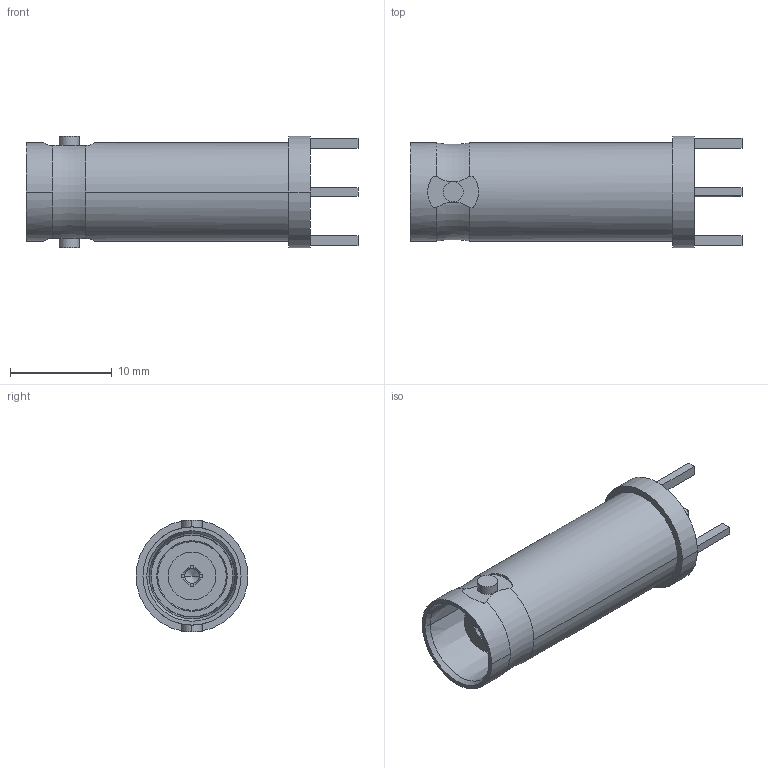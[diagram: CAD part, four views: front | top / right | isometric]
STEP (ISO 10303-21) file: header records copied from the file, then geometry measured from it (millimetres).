
FILE_DESCRIPTION((''),'2;1');
FILE_NAME('B625100-012-NT3G-50_SW0001','2018-05-28T',('Krishnaprasath'),(''),'CREO PARAMETRIC BY PTC INC, 2017020','CREO PARAMETRIC BY PTC INC, 2017020','');
FILE_SCHEMA(('CONFIG_CONTROL_DESIGN'));
Length unit declared in the file: inch
Products named in the file (1): B625100-012-NT3G-50_SW0001
Bounding box: 32.64 x 11 x 11 mm (x, y, z)
Volume: 1712.5 mm3; surface area: 1478.6 mm2
Topology: 1 solids, 1 shells, 93 faces, 232 edges, 151 vertices
Faces by surface type: plane 47, cylinder 28, cone 16, torus 2
Entity records: 2910 total; most frequent: CARTESIAN_POINT 610, DIRECTION 482, ORIENTED_EDGE 460, EDGE_CURVE 230, AXIS2_PLACEMENT_3D 179, VERTEX_POINT 151, VECTOR 124, LINE 124
